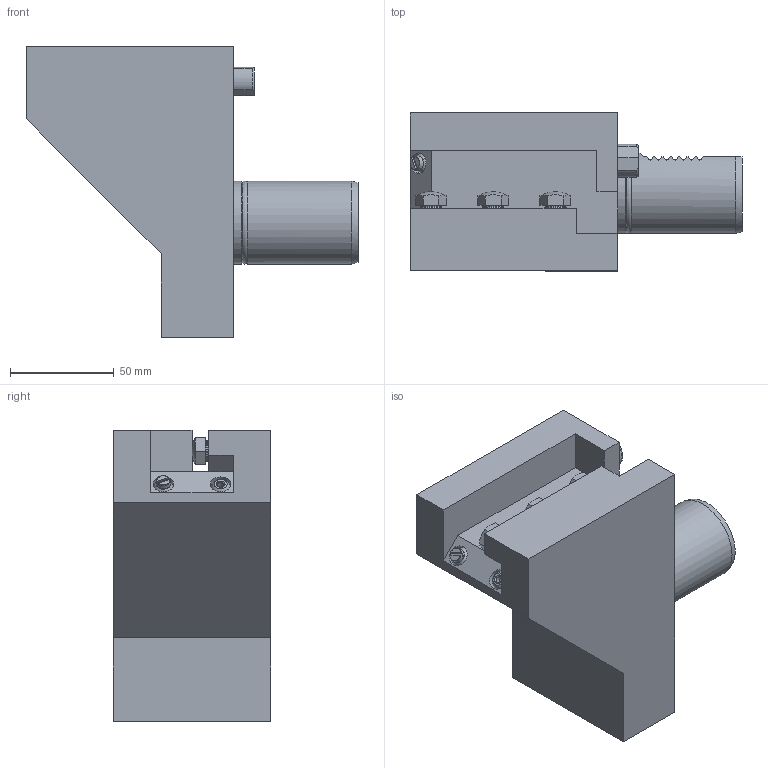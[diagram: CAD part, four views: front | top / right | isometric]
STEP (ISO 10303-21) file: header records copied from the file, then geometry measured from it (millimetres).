
FILE_DESCRIPTION(/* description */ ('8 214 44 000.02'),/* implementation_level */ '2;1');
FILE_NAME(/* name */ '8 214 44 000.02',/* time_stamp */ '2022-02-14T12:49:28+01:00',/* author */ ('heimatec GmbH'),/* organization */ (''),/* preprocessor_version */ 'ST-DEVELOPER v16.7',/* originating_system */ 'Solid Edge',/* authorisation */ 'Unknown');
FILE_SCHEMA (('AUTOMOTIVE_DESIGN {1 0 10303 214 3 1 1}'));
Length unit declared in the file: millimetre
Products named in the file (1): Part10
Bounding box: 160.16 x 76 x 140.5 mm (x, y, z)
Volume: 724590.6 mm3; surface area: 66149.9 mm2
Topology: 1 solids, 2 shells, 263 faces, 683 edges, 455 vertices
Faces by surface type: plane 191, cylinder 47, cone 9, torus 9, sphere 5, bspline 2
Full cylindrical faces by diameter (mm): 0.425 x1, 0.51 x1, 3.242 x1, 10 x5, 12 x1, 39 x2, 40 x2
Entity records: 7955 total; most frequent: CARTESIAN_POINT 1649, DIRECTION 1279, ORIENTED_EDGE 1256, EDGE_CURVE 628, LINE 445, VECTOR 445, VERTEX_POINT 433, AXIS2_PLACEMENT_3D 417
